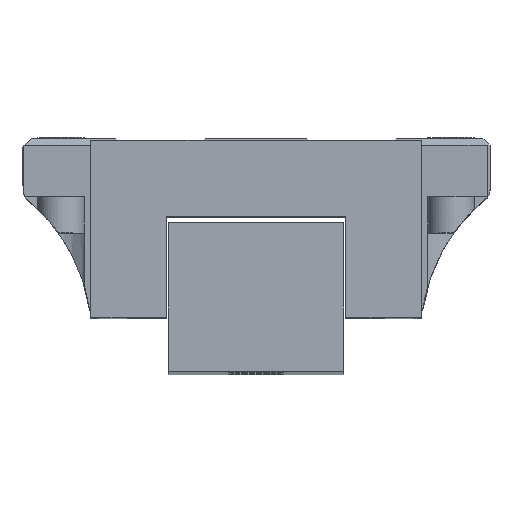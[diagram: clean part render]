
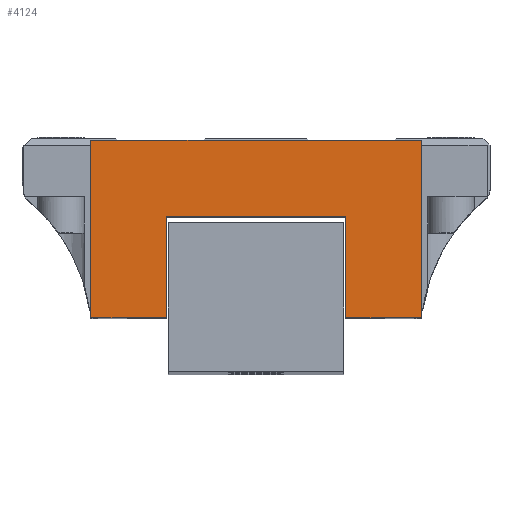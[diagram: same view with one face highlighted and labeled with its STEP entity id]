
A CAD part, top view. The second image highlights one B-rep face of the part: STEP entity #4124.
In plain terms, the highlighted planar face has unit normal (0, 0, 1).
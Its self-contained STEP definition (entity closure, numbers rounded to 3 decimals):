
#1949=DIRECTION('',(0.,-1.,0.));
#1950=VECTOR('',#1949,45.4);
#1951=CARTESIAN_POINT('',(-42.35,28.4,69.1));
#1952=LINE('',#1951,#1950);
#1953=DIRECTION('',(-1.,0.,0.));
#1954=VECTOR('',#1953,84.7);
#1955=CARTESIAN_POINT('',(42.35,28.4,69.1));
#1956=LINE('',#1955,#1954);
#1957=DIRECTION('',(0.,1.,0.));
#1958=VECTOR('',#1957,45.4);
#1959=CARTESIAN_POINT('',(42.35,-17.,69.1));
#1960=LINE('',#1959,#1958);
#1961=DIRECTION('',(1.,0.,0.));
#1962=VECTOR('',#1961,19.35);
#1963=CARTESIAN_POINT('',(23.,-17.,69.1));
#1964=LINE('',#1963,#1962);
#1965=DIRECTION('',(0.,-1.,0.));
#1966=VECTOR('',#1965,25.8);
#1967=CARTESIAN_POINT('',(23.,8.8,69.1));
#1968=LINE('',#1967,#1966);
#1969=DIRECTION('',(1.,0.,0.));
#1970=VECTOR('',#1969,46.);
#1971=CARTESIAN_POINT('',(-23.,8.8,69.1));
#1972=LINE('',#1971,#1970);
#1973=DIRECTION('',(0.,1.,0.));
#1974=VECTOR('',#1973,25.8);
#1975=CARTESIAN_POINT('',(-23.,-17.,69.1));
#1976=LINE('',#1975,#1974);
#1977=DIRECTION('',(1.,0.,0.));
#1978=VECTOR('',#1977,19.35);
#1979=CARTESIAN_POINT('',(-42.35,-17.,69.1));
#1980=LINE('',#1979,#1978);
#2614=CARTESIAN_POINT('',(-42.35,28.4,69.1));
#2615=CARTESIAN_POINT('',(-42.35,-17.,69.1));
#2616=VERTEX_POINT('',#2614);
#2617=VERTEX_POINT('',#2615);
#2618=CARTESIAN_POINT('',(-23.,-17.,69.1));
#2619=VERTEX_POINT('',#2618);
#2620=CARTESIAN_POINT('',(-23.,8.8,69.1));
#2621=VERTEX_POINT('',#2620);
#2622=CARTESIAN_POINT('',(23.,8.8,69.1));
#2623=CARTESIAN_POINT('',(23.,-17.,69.1));
#2624=VERTEX_POINT('',#2622);
#2625=VERTEX_POINT('',#2623);
#2626=CARTESIAN_POINT('',(42.35,-17.,69.1));
#2627=VERTEX_POINT('',#2626);
#2628=CARTESIAN_POINT('',(42.35,28.4,69.1));
#2629=VERTEX_POINT('',#2628);
#4109=CARTESIAN_POINT('',(0.,0.,69.1));
#4110=DIRECTION('',(0.,0.,1.));
#4111=DIRECTION('',(1.,0.,0.));
#4112=AXIS2_PLACEMENT_3D('',#4109,#4110,#4111);
#4113=PLANE('',#4112);
#4114=ORIENTED_EDGE('',*,*,#3491,.F.);
#4115=ORIENTED_EDGE('',*,*,#3507,.F.);
#4116=ORIENTED_EDGE('',*,*,#3522,.F.);
#4117=ORIENTED_EDGE('',*,*,#3549,.F.);
#4118=ORIENTED_EDGE('',*,*,#3935,.F.);
#4119=ORIENTED_EDGE('',*,*,#4103,.F.);
#4120=ORIENTED_EDGE('',*,*,#3895,.F.);
#4121=ORIENTED_EDGE('',*,*,#3834,.F.);
#4122=EDGE_LOOP('',(#4114,#4115,#4116,#4117,#4118,#4119,#4120,#4121));
#4123=FACE_OUTER_BOUND('',#4122,.F.);
#4124=ADVANCED_FACE('',(#4123),#4113,.T.);
#3491=EDGE_CURVE('',#2616,#2617,#1952,.T.);
#3507=EDGE_CURVE('',#2629,#2616,#1956,.T.);
#3522=EDGE_CURVE('',#2627,#2629,#1960,.T.);
#3549=EDGE_CURVE('',#2625,#2627,#1964,.T.);
#3834=EDGE_CURVE('',#2617,#2619,#1980,.T.);
#3895=EDGE_CURVE('',#2619,#2621,#1976,.T.);
#3935=EDGE_CURVE('',#2624,#2625,#1968,.T.);
#4103=EDGE_CURVE('',#2621,#2624,#1972,.T.);
